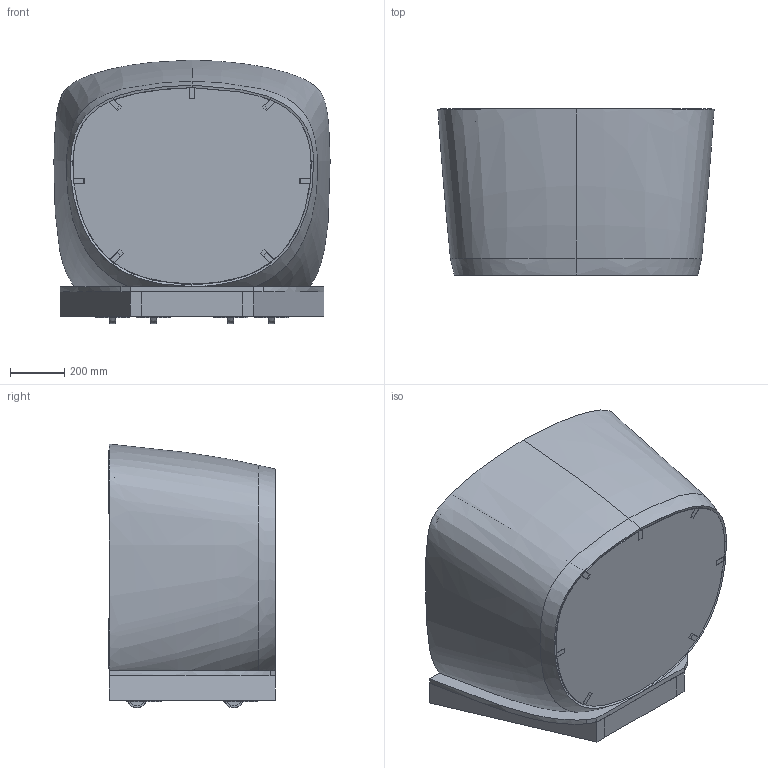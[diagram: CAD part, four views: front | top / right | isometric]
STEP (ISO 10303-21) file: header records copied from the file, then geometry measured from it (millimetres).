
FILE_DESCRIPTION(/* description */ (''),/* implementation_level */ '2;1');
FILE_NAME(/* name */ '0-0 Complete 172 Assy v6.step',/* time_stamp */ '2021-05-08T08:03:37-06:00',/* author */ (''),/* organization */ (''),/* preprocessor_version */ 'ST-DEVELOPER v18.1',/* originating_system */ 'Autodesk Translation Framework v10.6.0.1341',/* authorisation */ '');
FILE_SCHEMA (('AUTOMOTIVE_DESIGN { 1 0 10303 214 3 1 1 }'));
Length unit declared in the file: inch
Products named in the file (15): 0-0 Complete 172 Assy; 1-0 Full Section 1 Assy; 1-500 PC; PC; 1-1 Shell Complete Assy; 1-1-100 Structure Geometry; Ribs; Stringers; Sheathing; 1-1-200 Floor Assy; 1-1-201 Wheel Radius Circle; 1-1-202 Wheel Spacers; 1-1-203 Wheels; 2358T53; 1-1 Wood
Assembly tree (17 placements, depth 6):
  0-0 Complete 172 Assy
    1-0 Full Section 1 Assy
      1-500 PC
        PC
      1-1 Shell Complete Assy
        1-1-100 Structure Geometry
          Ribs
          Stringers
          Sheathing
        1-1-200 Floor Assy
          1-1-201 Wheel Radius Circle
          1-1-202 Wheel Spacers
          1-1-203 Wheels
            2358T53  x4
          1-1 Wood
Bounding box: 1013.93 x 611.44 x 968.42 mm (x, y, z)
Volume: 108176622.8 mm3; surface area: 9761533.6 mm2
Topology: 36 solids, 36 shells, 693 faces, 1629 edges, 1034 vertices
Faces by surface type: plane 442, bspline 95, cylinder 84, cone 60, torus 12
Full cylindrical faces by diameter (mm): 4.762 x16, 7.15 x8, 35.338 x4, 60.655 x8, 127 x4
Entity records: 19642 total; most frequent: CARTESIAN_POINT 10611, ORIENTED_EDGE 1884, DIRECTION 1521, EDGE_CURVE 942, LINE 655, VECTOR 655, VERTEX_POINT 614, AXIS2_PLACEMENT_3D 433
